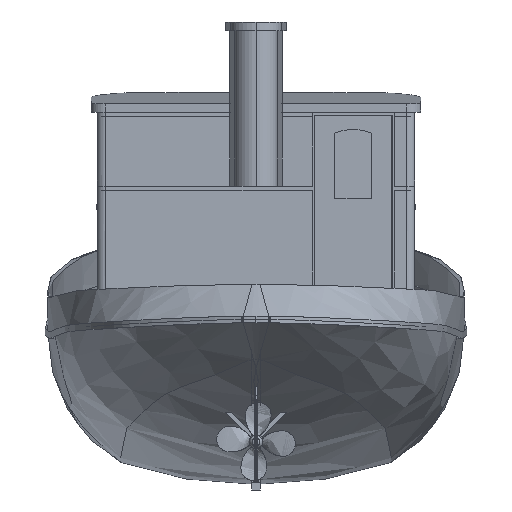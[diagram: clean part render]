
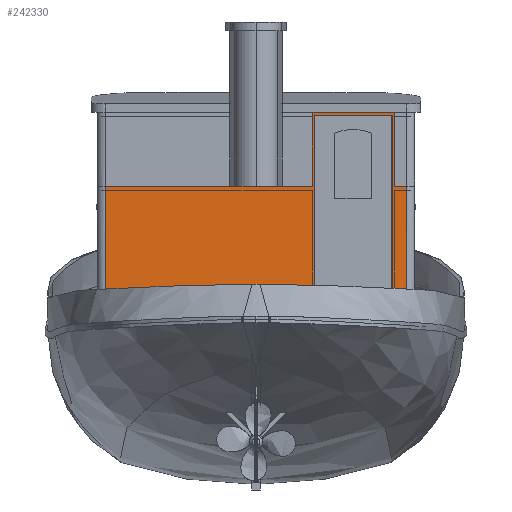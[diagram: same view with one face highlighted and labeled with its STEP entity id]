
A CAD part, left-side view. The second image highlights one B-rep face of the part: STEP entity #242330.
In plain terms, the highlighted planar face has unit normal (-1, 0, 0).
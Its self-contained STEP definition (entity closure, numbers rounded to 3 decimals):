
#202140=CARTESIAN_POINT('',(-14338.309,-1330.024,
2483.698));
#202150=VERTEX_POINT('',#202140);
#202180=CARTESIAN_POINT('',(-14338.309,-1330.024,3070.));
#202190=DIRECTION('',(0.,0.,-1.));
#202200=VECTOR('',#202190,1.);
#202210=LINE('',#202180,#202200);
#202220=CARTESIAN_POINT('',(-14338.309,-1330.024,
1210.36));
#202230=VERTEX_POINT('',#202220);
#202240=EDGE_CURVE('',#202150,#202230,#202210,.T.);
#202590=CARTESIAN_POINT('',(-14338.309,-4809.976,
2483.698));
#202600=VERTEX_POINT('',#202590);
#202860=CARTESIAN_POINT('',(-14338.309,-4809.976,
1210.36));
#202870=VERTEX_POINT('',#202860);
#202900=CARTESIAN_POINT('',(-14338.309,-4809.976,3070.));
#202910=DIRECTION('',(0.,0.,1.));
#202920=VECTOR('',#202910,1.);
#202930=LINE('',#202900,#202920);
#202940=EDGE_CURVE('',#202870,#202600,#202930,.T.);
#206720=CARTESIAN_POINT('',(-14338.309,-4645.,1210.36));
#206730=VERTEX_POINT('',#206720);
#207190=CARTESIAN_POINT('',(-14338.309,-4645.,3305.698));
#207200=VERTEX_POINT('',#207190);
#207230=CARTESIAN_POINT('',(-14338.309,-4645.,3070.));
#207240=DIRECTION('',(0.,0.,1.));
#207250=VECTOR('',#207240,1.);
#207260=LINE('',#207230,#207250);
#207270=EDGE_CURVE('',#206730,#207200,#207260,.T.);
#212320=CARTESIAN_POINT('',(-14338.309,-4670.,0.));
#212330=DIRECTION('',(0.,0.,-1.));
#212340=VECTOR('',#212330,1.);
#212350=LINE('',#212320,#212340);
#212360=CARTESIAN_POINT('',(-14338.309,-4670.,3330.698));
#212370=VERTEX_POINT('',#212360);
#212380=CARTESIAN_POINT('',(-14338.309,-4670.,2483.698));
#212390=VERTEX_POINT('',#212380);
#212400=EDGE_CURVE('',#212370,#212390,#212350,.T.);
#214770=CARTESIAN_POINT('',(-14338.309,-3745.,1210.36));
#214780=VERTEX_POINT('',#214770);
#214810=CARTESIAN_POINT('',(-14338.309,-3745.,3070.));
#214820=DIRECTION('',(0.,0.,-1.));
#214830=VECTOR('',#214820,1.);
#214840=LINE('',#214810,#214830);
#214850=CARTESIAN_POINT('',(-14338.309,-3745.,3305.698));
#214860=VERTEX_POINT('',#214850);
#214870=EDGE_CURVE('',#214860,#214780,#214840,.T.);
#226350=CARTESIAN_POINT('',(-14338.309,-3070.,2483.698));
#226360=DIRECTION('',(0.,-1.,0.));
#226370=VECTOR('',#226360,1.);
#226380=LINE('',#226350,#226370);
#226390=EDGE_CURVE('',#212390,#202600,#226380,.T.);
#226580=CARTESIAN_POINT('',(-14338.309,-3720.,2483.698));
#226590=VERTEX_POINT('',#226580);
#226620=EDGE_CURVE('',#202150,#226590,#226380,.T.);
#233300=CARTESIAN_POINT('',(-14338.309,-3720.,3330.698));
#233310=VERTEX_POINT('',#233300);
#233340=CARTESIAN_POINT('',(-14338.309,-3720.,0.));
#233350=DIRECTION('',(0.,0.,-1.));
#233360=VECTOR('',#233350,1.);
#233370=LINE('',#233340,#233360);
#233380=EDGE_CURVE('',#233310,#226590,#233370,.T.);
#239500=CARTESIAN_POINT('',(-14338.309,-3070.,1210.36));
#239510=DIRECTION('',(0.,1.,0.));
#239520=VECTOR('',#239510,1.);
#239530=LINE('',#239500,#239520);
#239540=EDGE_CURVE('',#202870,#206730,#239530,.T.);
#239730=EDGE_CURVE('',#214780,#202230,#239530,.T.);
#242040=CARTESIAN_POINT('',(-14338.309,-3070.,696.269));
#242050=DIRECTION('',(-1.,0.,0.));
#242060=DIRECTION('',(0.,0.,1.));
#242070=AXIS2_PLACEMENT_3D('',#242040,#242050,#242060);
#242080=PLANE('',#242070);
#242090=ORIENTED_EDGE('',*,*,#233380,.T.);
#242100=CARTESIAN_POINT('',(-14338.309,-3720.,3330.698));
#242110=DIRECTION('',(0.,-1.,0.));
#242120=VECTOR('',#242110,1.);
#242130=LINE('',#242100,#242120);
#242140=EDGE_CURVE('',#233310,#212370,#242130,.T.);
#242150=ORIENTED_EDGE('',*,*,#242140,.F.);
#242160=ORIENTED_EDGE('',*,*,#212400,.F.);
#242170=ORIENTED_EDGE('',*,*,#226390,.F.);
#242180=ORIENTED_EDGE('',*,*,#202940,.T.);
#242190=ORIENTED_EDGE('',*,*,#239540,.F.);
#242200=ORIENTED_EDGE('',*,*,#207270,.F.);
#242210=CARTESIAN_POINT('',(-14338.309,-3720.,3305.698));
#242220=DIRECTION('',(0.,-1.,0.));
#242230=VECTOR('',#242220,1.);
#242240=LINE('',#242210,#242230);
#242250=EDGE_CURVE('',#214860,#207200,#242240,.T.);
#242260=ORIENTED_EDGE('',*,*,#242250,.T.);
#242270=ORIENTED_EDGE('',*,*,#214870,.F.);
#242280=ORIENTED_EDGE('',*,*,#239730,.F.);
#242290=ORIENTED_EDGE('',*,*,#202240,.T.);
#242300=ORIENTED_EDGE('',*,*,#226620,.F.);
#242310=EDGE_LOOP('',(#242300,#242290,#242280,#242270,#242260,#242200,
#242190,#242180,#242170,#242160,#242150,#242090));
#242320=FACE_OUTER_BOUND('',#242310,.T.);
#242330=ADVANCED_FACE('',(#242320),#242080,.T.);
